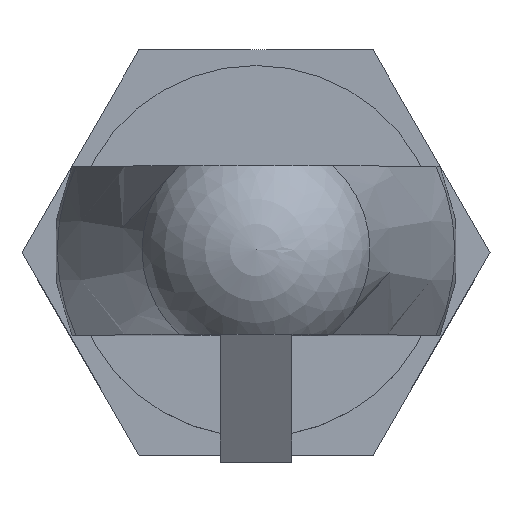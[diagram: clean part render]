
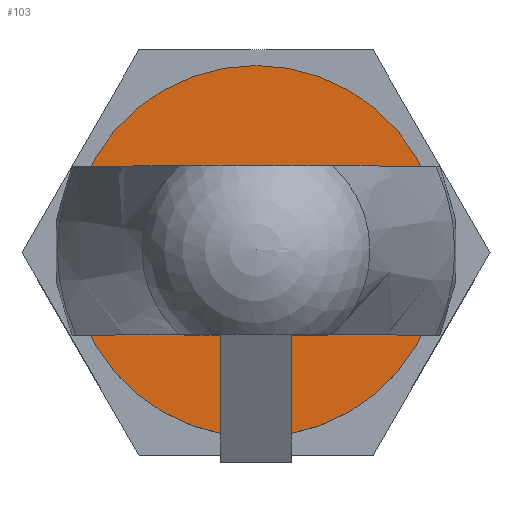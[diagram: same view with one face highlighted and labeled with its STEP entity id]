
A CAD part, top view. The second image highlights one B-rep face of the part: STEP entity #103.
In plain terms, the highlighted planar face has unit normal (0, 0, 1).
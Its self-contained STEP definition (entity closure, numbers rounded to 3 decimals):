
#103 = ADVANCED_FACE( '', ( #227, #228 ), #229, .F. );
#227 = FACE_OUTER_BOUND( '', #390, .T. );
#228 = FACE_BOUND( '', #391, .T. );
#229 = PLANE( '', #392 );
#390 = EDGE_LOOP( '', ( #673 ) );
#391 = EDGE_LOOP( '', ( #674, #675, #676, #677 ) );
#392 = AXIS2_PLACEMENT_3D( '', #678, #679, #680 );
#673 = ORIENTED_EDGE( '', *, *, #946, .F. );
#674 = ORIENTED_EDGE( '', *, *, #921, .F. );
#675 = ORIENTED_EDGE( '', *, *, #947, .T. );
#676 = ORIENTED_EDGE( '', *, *, #895, .F. );
#677 = ORIENTED_EDGE( '', *, *, #948, .T. );
#678 = CARTESIAN_POINT( '', ( 0., 0., 0. ) );
#679 = DIRECTION( '', ( 0., 0., -1. ) );
#680 = DIRECTION( '', ( -1., 0., 0. ) );
#895 = EDGE_CURVE( '', #1071, #1073, #1074, .T. );
#921 = EDGE_CURVE( '', #1115, #1117, #1118, .T. );
#946 = EDGE_CURVE( '', #1150, #1150, #1151, .T. );
#947 = EDGE_CURVE( '', #1115, #1073, #1152, .T. );
#948 = EDGE_CURVE( '', #1071, #1117, #1153, .T. );
#1071 = VERTEX_POINT( '', #1321 );
#1073 = VERTEX_POINT( '', #1326 );
#1074 = LINE( '', #1327, #1328 );
#1115 = VERTEX_POINT( '', #1403 );
#1117 = VERTEX_POINT( '', #1408 );
#1118 = LINE( '', #1409, #1410 );
#1150 = VERTEX_POINT( '', #1470 );
#1151 = CIRCLE( '', #1471, 2.2 );
#1152 = CIRCLE( '', #1472, 1.6 );
#1153 = CIRCLE( '', #1473, 1.6 );
#1321 = CARTESIAN_POINT( '', ( 1.249, 1., 0. ) );
#1326 = CARTESIAN_POINT( '', ( -1.249, 1., 0. ) );
#1327 = CARTESIAN_POINT( '', ( -1.6, 1., 0. ) );
#1328 = VECTOR( '', #1590, 1000. );
#1403 = CARTESIAN_POINT( '', ( -1.249, -1., 0. ) );
#1408 = CARTESIAN_POINT( '', ( 1.249, -1., 0. ) );
#1409 = CARTESIAN_POINT( '', ( -1.6, -1., 0. ) );
#1410 = VECTOR( '', #1611, 1000. );
#1470 = CARTESIAN_POINT( '', ( -2.2, 0., 0. ) );
#1471 = AXIS2_PLACEMENT_3D( '', #1638, #1639, #1640 );
#1472 = AXIS2_PLACEMENT_3D( '', #1641, #1642, #1643 );
#1473 = AXIS2_PLACEMENT_3D( '', #1644, #1645, #1646 );
#1590 = DIRECTION( '', ( -1., 0., 0. ) );
#1611 = DIRECTION( '', ( 1., 0., 0. ) );
#1638 = CARTESIAN_POINT( '', ( 0., 0., 0. ) );
#1639 = DIRECTION( '', ( 0., 0., -1. ) );
#1640 = DIRECTION( '', ( -1., 0., 0. ) );
#1641 = CARTESIAN_POINT( '', ( 0., 0., 0. ) );
#1642 = DIRECTION( '', ( 0., 0., -1. ) );
#1643 = DIRECTION( '', ( -1., 0., 0. ) );
#1644 = CARTESIAN_POINT( '', ( 0., 0., 0. ) );
#1645 = DIRECTION( '', ( 0., 0., -1. ) );
#1646 = DIRECTION( '', ( -1., 0., 0. ) );
